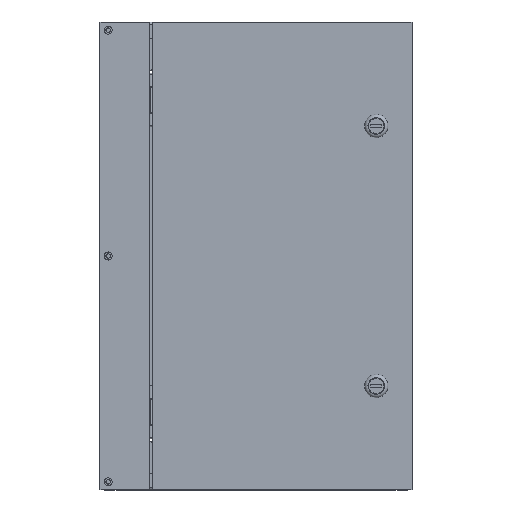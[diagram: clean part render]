
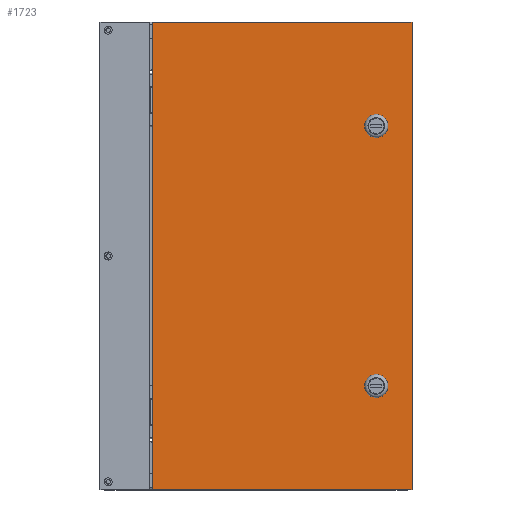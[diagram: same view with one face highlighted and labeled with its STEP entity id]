
A CAD part, front view. The second image highlights one B-rep face of the part: STEP entity #1723.
In plain terms, the highlighted planar face has unit normal (0, -1, 0).
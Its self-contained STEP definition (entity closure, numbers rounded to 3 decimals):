
#1723 = ADVANCED_FACE( '', ( #3482, #3483, #3484 ), #3485, .T. );
#3482 = FACE_BOUND( '', #22616, .T. );
#3483 = FACE_BOUND( '', #22617, .T. );
#3484 = FACE_OUTER_BOUND( '', #22618, .T. );
#3485 = PLANE( '', #22619 );
#22616 = EDGE_LOOP( '', ( #36587, #36588, #36589, #36590 ) );
#22617 = EDGE_LOOP( '', ( #36591, #36592, #36593, #36594 ) );
#22618 = EDGE_LOOP( '', ( #36595, #36596, #36597, #36598 ) );
#22619 = AXIS2_PLACEMENT_3D( '', #36599, #36600, #36601 );
#36587 = ORIENTED_EDGE( '', *, *, #39844, .F. );
#36588 = ORIENTED_EDGE( '', *, *, #39845, .F. );
#36589 = ORIENTED_EDGE( '', *, *, #39685, .F. );
#36590 = ORIENTED_EDGE( '', *, *, #39846, .F. );
#36591 = ORIENTED_EDGE( '', *, *, #39847, .F. );
#36592 = ORIENTED_EDGE( '', *, *, #39816, .F. );
#36593 = ORIENTED_EDGE( '', *, *, #39848, .F. );
#36594 = ORIENTED_EDGE( '', *, *, #39849, .F. );
#36595 = ORIENTED_EDGE( '', *, *, #39850, .T. );
#36596 = ORIENTED_EDGE( '', *, *, #39851, .T. );
#36597 = ORIENTED_EDGE( '', *, *, #39852, .T. );
#36598 = ORIENTED_EDGE( '', *, *, #39393, .T. );
#36599 = CARTESIAN_POINT( '', ( 0., 0., 0. ) );
#36600 = DIRECTION( '', ( 0., -1., 0. ) );
#36601 = DIRECTION( '', ( 0., 0., -1. ) );
#39393 = EDGE_CURVE( '', #42014, #42015, #42016, .T. );
#39685 = EDGE_CURVE( '', #42421, #42423, #42424, .T. );
#39816 = EDGE_CURVE( '', #42578, #42580, #42581, .T. );
#39844 = EDGE_CURVE( '', #42620, #42621, #42622, .T. );
#39845 = EDGE_CURVE( '', #42423, #42620, #42623, .T. );
#39846 = EDGE_CURVE( '', #42621, #42421, #42624, .T. );
#39847 = EDGE_CURVE( '', #42580, #42625, #42626, .T. );
#39848 = EDGE_CURVE( '', #42627, #42578, #42628, .T. );
#39849 = EDGE_CURVE( '', #42625, #42627, #42629, .T. );
#39850 = EDGE_CURVE( '', #42015, #42630, #42631, .T. );
#39851 = EDGE_CURVE( '', #42630, #42632, #42633, .T. );
#39852 = EDGE_CURVE( '', #42632, #42014, #42634, .T. );
#42014 = VERTEX_POINT( '', #47102 );
#42015 = VERTEX_POINT( '', #47103 );
#42016 = LINE( '', #47104, #47105 );
#42421 = VERTEX_POINT( '', #48038 );
#42423 = VERTEX_POINT( '', #48041 );
#42424 = CIRCLE( '', #48042, 9.716 );
#42578 = VERTEX_POINT( '', #48391 );
#42580 = VERTEX_POINT( '', #48394 );
#42581 = LINE( '', #48395, #48396 );
#42620 = VERTEX_POINT( '', #48467 );
#42621 = VERTEX_POINT( '', #48468 );
#42622 = CIRCLE( '', #48469, 9.716 );
#42623 = LINE( '', #48470, #48471 );
#42624 = LINE( '', #48472, #48473 );
#42625 = VERTEX_POINT( '', #48474 );
#42626 = CIRCLE( '', #48475, 9.716 );
#42627 = VERTEX_POINT( '', #48476 );
#42628 = CIRCLE( '', #48477, 9.716 );
#42629 = LINE( '', #48478, #48479 );
#42630 = VERTEX_POINT( '', #48480 );
#42631 = LINE( '', #48481, #48482 );
#42632 = VERTEX_POINT( '', #48483 );
#42633 = LINE( '', #48484, #48485 );
#42634 = LINE( '', #48486, #48487 );
#47102 = CARTESIAN_POINT( '', ( 127., 0., 228.6 ) );
#47103 = CARTESIAN_POINT( '', ( -127., 0., 228.6 ) );
#47104 = CARTESIAN_POINT( '', ( 127., 0., 228.6 ) );
#47105 = VECTOR( '', #50514, 1000. );
#48038 = CARTESIAN_POINT( '', ( 83.947, 0., 121.678 ) );
#48041 = CARTESIAN_POINT( '', ( 100.203, 0., 121.678 ) );
#48042 = AXIS2_PLACEMENT_3D( '', #50811, #50812, #50813 );
#48391 = CARTESIAN_POINT( '', ( 100.203, 0., -132.322 ) );
#48394 = CARTESIAN_POINT( '', ( 100.203, 0., -121.678 ) );
#48395 = CARTESIAN_POINT( '', ( 100.203, 0., -121.678 ) );
#48396 = VECTOR( '', #50909, 1000. );
#48467 = CARTESIAN_POINT( '', ( 100.203, 0., 132.322 ) );
#48468 = CARTESIAN_POINT( '', ( 83.947, 0., 132.322 ) );
#48469 = AXIS2_PLACEMENT_3D( '', #50933, #50934, #50935 );
#48470 = CARTESIAN_POINT( '', ( 100.203, 0., 132.322 ) );
#48471 = VECTOR( '', #50936, 1000. );
#48472 = CARTESIAN_POINT( '', ( 83.947, 0., 132.322 ) );
#48473 = VECTOR( '', #50937, 1000. );
#48474 = CARTESIAN_POINT( '', ( 83.947, 0., -121.678 ) );
#48475 = AXIS2_PLACEMENT_3D( '', #50938, #50939, #50940 );
#48476 = CARTESIAN_POINT( '', ( 83.947, 0., -132.322 ) );
#48477 = AXIS2_PLACEMENT_3D( '', #50941, #50942, #50943 );
#48478 = CARTESIAN_POINT( '', ( 83.947, 0., -121.678 ) );
#48479 = VECTOR( '', #50944, 1000. );
#48480 = CARTESIAN_POINT( '', ( -127., 0., -228.6 ) );
#48481 = CARTESIAN_POINT( '', ( -127., 0., 228.6 ) );
#48482 = VECTOR( '', #50945, 1000. );
#48483 = CARTESIAN_POINT( '', ( 127., 0., -228.6 ) );
#48484 = CARTESIAN_POINT( '', ( -127., 0., -228.6 ) );
#48485 = VECTOR( '', #50946, 1000. );
#48486 = CARTESIAN_POINT( '', ( 127., 0., -228.6 ) );
#48487 = VECTOR( '', #50947, 1000. );
#50514 = DIRECTION( '', ( -1., 0., 0. ) );
#50811 = CARTESIAN_POINT( '', ( 92.075, 0., 127. ) );
#50812 = DIRECTION( '', ( 0., -1., 0. ) );
#50813 = DIRECTION( '', ( 1., 0., 0. ) );
#50909 = DIRECTION( '', ( 0., 0., 1. ) );
#50933 = CARTESIAN_POINT( '', ( 92.075, 0., 127. ) );
#50934 = DIRECTION( '', ( 0., -1., 0. ) );
#50935 = DIRECTION( '', ( 1., 0., 0. ) );
#50936 = DIRECTION( '', ( 0., 0., 1. ) );
#50937 = DIRECTION( '', ( 0., 0., -1. ) );
#50938 = CARTESIAN_POINT( '', ( 92.075, 0., -127. ) );
#50939 = DIRECTION( '', ( 0., -1., 0. ) );
#50940 = DIRECTION( '', ( 1., 0., 0. ) );
#50941 = CARTESIAN_POINT( '', ( 92.075, 0., -127. ) );
#50942 = DIRECTION( '', ( 0., -1., 0. ) );
#50943 = DIRECTION( '', ( 1., 0., 0. ) );
#50944 = DIRECTION( '', ( 0., 0., -1. ) );
#50945 = DIRECTION( '', ( 0., 0., -1. ) );
#50946 = DIRECTION( '', ( 1., 0., 0. ) );
#50947 = DIRECTION( '', ( 0., 0., 1. ) );
